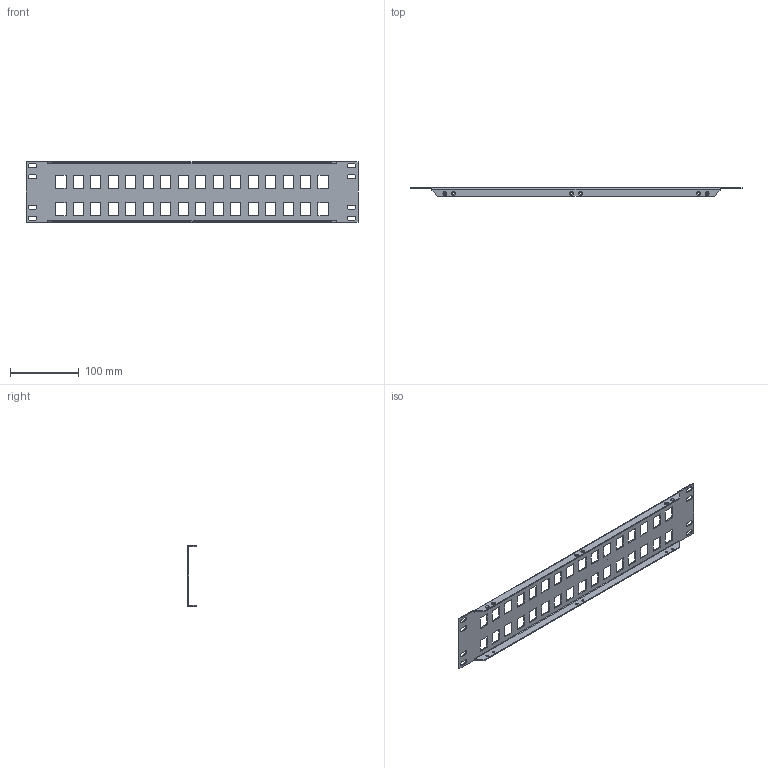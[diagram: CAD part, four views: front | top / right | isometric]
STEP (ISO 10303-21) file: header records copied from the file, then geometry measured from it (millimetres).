
FILE_DESCRIPTION (( 'STEP AP203' ), '1' );
FILE_NAME ('PR35UT568B.STEP', '2014-10-15T19:40:57', ( 'x' ), ( '' ), 'SwSTEP 2.0', 'SolidWorks 2014', '' );
FILE_SCHEMA (( 'CONFIG_CONTROL_DESIGN' ));
Length unit declared in the file: inch
Products named in the file (1): PR35UT568B
Bounding box: 482.6 x 12.7 x 88.39 mm (x, y, z)
Volume: 63164.6 mm3; surface area: 88765 mm2
Topology: 1 solids, 1 shells, 1057 faces, 2894 edges, 1924 vertices
Faces by surface type: plane 653, bspline 360, cone 24, cylinder 20
Entity records: 49835 total; most frequent: CARTESIAN_POINT 25116, ORIENTED_EDGE 5788, DIRECTION 3658, EDGE_CURVE 2894, VECTOR 2086, LINE 2086, VERTEX_POINT 1924, EDGE_LOOP 1246
